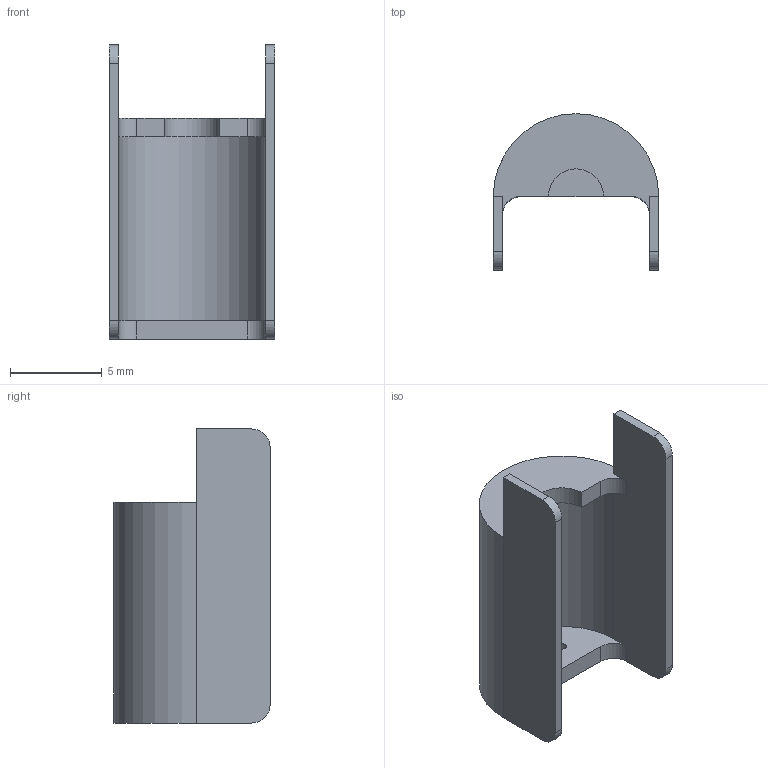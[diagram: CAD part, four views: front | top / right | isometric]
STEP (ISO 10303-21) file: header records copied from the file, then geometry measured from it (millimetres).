
FILE_DESCRIPTION(/* description */ (''),/* implementation_level */ '2;1');
FILE_NAME(/* name */ 'Listener-Interface v2.step',/* time_stamp */ '2024-05-31T17:03:08-04:00',/* author */ (''),/* organization */ (''),/* preprocessor_version */ 'ST-DEVELOPER v20',/* originating_system */ 'Autodesk Translation Framework v13.14.0.145',/* authorisation */ '');
FILE_SCHEMA (('AUTOMOTIVE_DESIGN { 1 0 10303 214 3 1 1 }'));
Length unit declared in the file: millimetre
Products named in the file (1): Listener-Interface v2
Bounding box: 9 x 8.5 x 16 mm (x, y, z)
Volume: 190.9 mm3; surface area: 703.6 mm2
Topology: 1 solids, 1 shells, 30 faces, 83 edges, 55 vertices
Faces by surface type: plane 17, cylinder 13
Full cylindrical faces by diameter (mm): 0.5 x2
Entity records: 1007 total; most frequent: DIRECTION 172, CARTESIAN_POINT 169, ORIENTED_EDGE 166, EDGE_CURVE 83, AXIS2_PLACEMENT_3D 58, LINE 56, VECTOR 56, VERTEX_POINT 55
